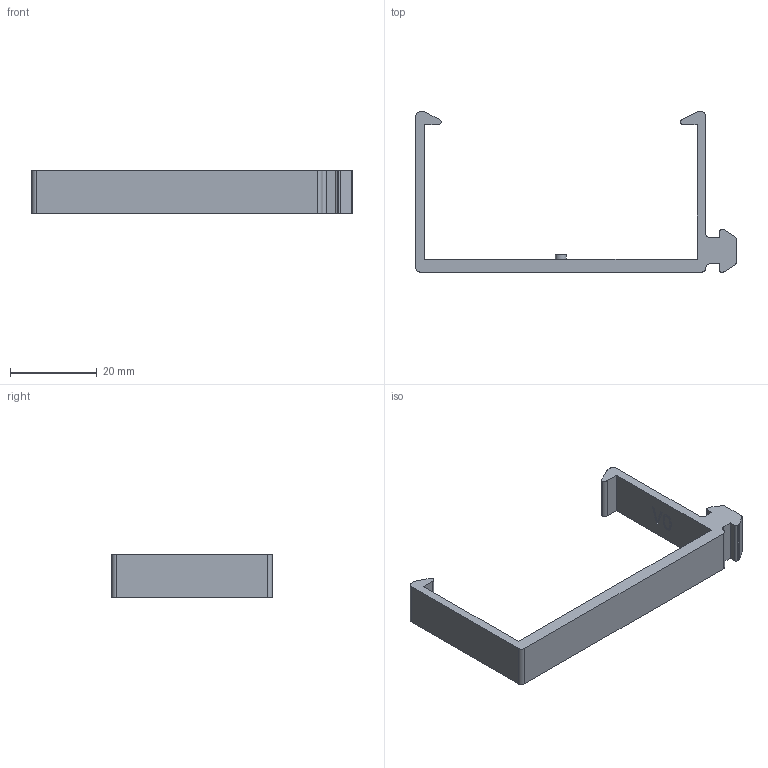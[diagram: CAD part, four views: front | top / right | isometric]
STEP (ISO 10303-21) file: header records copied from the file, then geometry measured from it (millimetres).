
FILE_DESCRIPTION( ( '' ), ' ' );
FILE_NAME( '5b74eeaff977a00c721ebb9b.step', '2018-08-16T03:25:35', ( '' ), ( '' ), ' ', ' ', ' ' );
FILE_SCHEMA( ( 'AUTOMOTIVE_DESIGN { 1 0 10303 214 1 1 1 1 }' ) );
Length unit declared in the file: metre
Products named in the file (1): Ender3-Raspberry-Pi-Clip
Bounding box: 74 x 37 x 10 mm (x, y, z)
Volume: 4035.4 mm3; surface area: 3857.8 mm2
Topology: 1 solids, 1 shells, 70 faces, 192 edges, 128 vertices
Faces by surface type: plane 34, extrusion 18, cylinder 18
Full cylindrical faces by diameter (mm): 2.5 x1
Entity records: 2819 total; most frequent: CARTESIAN_POINT 498, ORIENTED_EDGE 382, DIRECTION 315, EDGE_CURVE 191, VECTOR 137, VERTEX_POINT 128, LINE 119, AXIS2_PLACEMENT_3D 89
